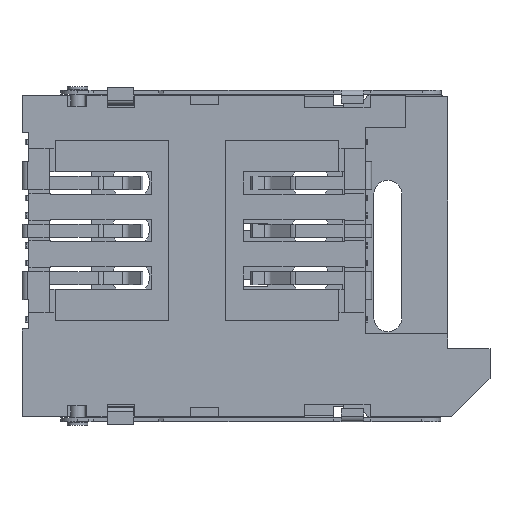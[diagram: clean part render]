
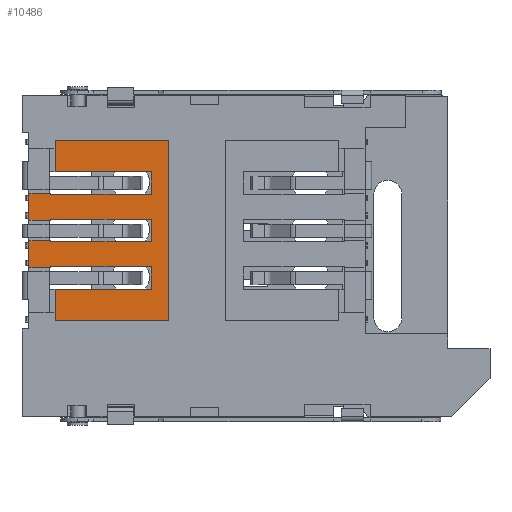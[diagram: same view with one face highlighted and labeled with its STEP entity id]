
A CAD part, front view. The second image highlights one B-rep face of the part: STEP entity #10486.
In plain terms, the highlighted planar face has unit normal (0, -1, 0).
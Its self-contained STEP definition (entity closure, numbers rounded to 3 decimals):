
#1495=DIRECTION('',(0.,0.,1.));
#1496=VECTOR('',#1495,0.05);
#1497=CARTESIAN_POINT('',(1.53,-0.05,-9.23));
#1498=LINE('',#1497,#1496);
#1499=DIRECTION('',(1.,0.,0.));
#1500=VECTOR('',#1499,1.16);
#1501=CARTESIAN_POINT('',(0.37,-0.05,-9.23));
#1502=LINE('',#1501,#1500);
#1503=DIRECTION('',(0.,0.,-1.));
#1504=VECTOR('',#1503,1.44);
#1505=CARTESIAN_POINT('',(0.37,-0.05,-7.79));
#1506=LINE('',#1505,#1504);
#1507=DIRECTION('',(1.,0.,0.));
#1508=VECTOR('',#1507,1.16);
#1509=CARTESIAN_POINT('',(0.37,-0.05,-7.79));
#1510=LINE('',#1509,#1508);
#1511=DIRECTION('',(0.,0.,1.));
#1512=VECTOR('',#1511,0.05);
#1513=CARTESIAN_POINT('',(1.53,-0.05,-7.84));
#1514=LINE('',#1513,#1512);
#1515=DIRECTION('',(0.,0.,1.));
#1516=VECTOR('',#1515,1.2);
#1517=CARTESIAN_POINT('',(6.91,-0.05,-7.84));
#1518=LINE('',#1517,#1516);
#1519=DIRECTION('',(0.,0.,1.));
#1520=VECTOR('',#1519,0.05);
#1521=CARTESIAN_POINT('',(1.53,-0.05,-6.69));
#1522=LINE('',#1521,#1520);
#1523=DIRECTION('',(1.,0.,0.));
#1524=VECTOR('',#1523,1.16);
#1525=CARTESIAN_POINT('',(0.37,-0.05,-6.69));
#1526=LINE('',#1525,#1524);
#1527=DIRECTION('',(0.,0.,-1.));
#1528=VECTOR('',#1527,1.44);
#1529=CARTESIAN_POINT('',(0.37,-0.05,-5.25));
#1530=LINE('',#1529,#1528);
#1531=DIRECTION('',(1.,0.,0.));
#1532=VECTOR('',#1531,1.16);
#1533=CARTESIAN_POINT('',(0.37,-0.05,-5.25));
#1534=LINE('',#1533,#1532);
#1535=DIRECTION('',(0.,0.,1.));
#1536=VECTOR('',#1535,0.05);
#1537=CARTESIAN_POINT('',(1.53,-0.05,-5.3));
#1538=LINE('',#1537,#1536);
#1539=DIRECTION('',(0.,0.,1.));
#1540=VECTOR('',#1539,1.2);
#1541=CARTESIAN_POINT('',(6.91,-0.05,-5.3));
#1542=LINE('',#1541,#1540);
#1543=DIRECTION('',(-1.,0.,0.));
#1544=VECTOR('',#1543,5.14);
#1545=CARTESIAN_POINT('',(6.91,-0.05,-4.1));
#1546=LINE('',#1545,#1544);
#1547=DIRECTION('',(-1.,0.,0.));
#1548=VECTOR('',#1547,6.08);
#1549=CARTESIAN_POINT('',(7.85,-0.05,-2.43));
#1550=LINE('',#1549,#1548);
#1551=DIRECTION('',(0.,0.,1.));
#1552=VECTOR('',#1551,9.62);
#1553=CARTESIAN_POINT('',(7.85,-0.05,-12.05));
#1554=LINE('',#1553,#1552);
#1555=DIRECTION('',(1.,0.,0.));
#1556=VECTOR('',#1555,6.08);
#1557=CARTESIAN_POINT('',(1.77,-0.05,-12.05));
#1558=LINE('',#1557,#1556);
#1559=DIRECTION('',(1.,0.,0.));
#1560=VECTOR('',#1559,5.14);
#1561=CARTESIAN_POINT('',(1.77,-0.05,-10.38));
#1562=LINE('',#1561,#1560);
#1563=DIRECTION('',(0.,0.,1.));
#1564=VECTOR('',#1563,1.2);
#1565=CARTESIAN_POINT('',(6.91,-0.05,-10.38));
#1566=LINE('',#1565,#1564);
#4375=DIRECTION('',(-1.,0.,0.));
#4376=VECTOR('',#4375,5.38);
#4377=CARTESIAN_POINT('',(6.91,-0.05,-5.3));
#4378=LINE('',#4377,#4376);
#4503=DIRECTION('',(-1.,0.,0.));
#4504=VECTOR('',#4503,5.38);
#4505=CARTESIAN_POINT('',(6.91,-0.05,-7.84));
#4506=LINE('',#4505,#4504);
#4535=DIRECTION('',(1.,0.,0.));
#4536=VECTOR('',#4535,5.38);
#4537=CARTESIAN_POINT('',(1.53,-0.05,-6.64));
#4538=LINE('',#4537,#4536);
#4627=DIRECTION('',(0.,0.,-1.));
#4628=VECTOR('',#4627,1.67);
#4629=CARTESIAN_POINT('',(1.77,-0.05,-2.43));
#4630=LINE('',#4629,#4628);
#4671=DIRECTION('',(0.,0.,-1.));
#4672=VECTOR('',#4671,1.67);
#4673=CARTESIAN_POINT('',(1.77,-0.05,-10.38));
#4674=LINE('',#4673,#4672);
#4771=DIRECTION('',(1.,0.,0.));
#4772=VECTOR('',#4771,5.38);
#4773=CARTESIAN_POINT('',(1.53,-0.05,-9.18));
#4774=LINE('',#4773,#4772);
#6901=CARTESIAN_POINT('',(1.77,-0.05,-12.05));
#6902=CARTESIAN_POINT('',(7.85,-0.05,-12.05));
#6903=VERTEX_POINT('',#6901);
#6904=VERTEX_POINT('',#6902);
#6905=CARTESIAN_POINT('',(7.85,-0.05,-2.43));
#6906=VERTEX_POINT('',#6905);
#6907=CARTESIAN_POINT('',(1.77,-0.05,-2.43));
#6908=VERTEX_POINT('',#6907);
#6969=CARTESIAN_POINT('',(6.91,-0.05,-10.38));
#6970=CARTESIAN_POINT('',(6.91,-0.05,-9.18));
#6971=VERTEX_POINT('',#6969);
#6972=VERTEX_POINT('',#6970);
#6973=CARTESIAN_POINT('',(6.91,-0.05,-7.84));
#6974=CARTESIAN_POINT('',(6.91,-0.05,-6.64));
#6975=VERTEX_POINT('',#6973);
#6976=VERTEX_POINT('',#6974);
#6977=CARTESIAN_POINT('',(6.91,-0.05,-5.3));
#6978=CARTESIAN_POINT('',(6.91,-0.05,-4.1));
#6979=VERTEX_POINT('',#6977);
#6980=VERTEX_POINT('',#6978);
#7005=CARTESIAN_POINT('',(0.37,-0.05,-5.25));
#7006=CARTESIAN_POINT('',(0.37,-0.05,-6.69));
#7007=VERTEX_POINT('',#7005);
#7008=VERTEX_POINT('',#7006);
#7009=CARTESIAN_POINT('',(0.37,-0.05,-7.79));
#7010=CARTESIAN_POINT('',(0.37,-0.05,-9.23));
#7011=VERTEX_POINT('',#7009);
#7012=VERTEX_POINT('',#7010);
#7017=CARTESIAN_POINT('',(1.77,-0.05,-10.38));
#7018=VERTEX_POINT('',#7017);
#7019=CARTESIAN_POINT('',(1.77,-0.05,-4.1));
#7020=VERTEX_POINT('',#7019);
#7261=CARTESIAN_POINT('',(1.53,-0.05,-9.23));
#7262=CARTESIAN_POINT('',(1.53,-0.05,-9.18));
#7263=VERTEX_POINT('',#7261);
#7264=VERTEX_POINT('',#7262);
#7265=CARTESIAN_POINT('',(1.53,-0.05,-7.84));
#7266=CARTESIAN_POINT('',(1.53,-0.05,-7.79));
#7267=VERTEX_POINT('',#7265);
#7268=VERTEX_POINT('',#7266);
#7269=CARTESIAN_POINT('',(1.53,-0.05,-6.69));
#7270=CARTESIAN_POINT('',(1.53,-0.05,-6.64));
#7271=VERTEX_POINT('',#7269);
#7272=VERTEX_POINT('',#7270);
#7273=CARTESIAN_POINT('',(1.53,-0.05,-5.3));
#7274=CARTESIAN_POINT('',(1.53,-0.05,-5.25));
#7275=VERTEX_POINT('',#7273);
#7276=VERTEX_POINT('',#7274);
#10434=CARTESIAN_POINT('',(0.,-0.05,0.));
#10435=DIRECTION('',(0.,-1.,0.));
#10436=DIRECTION('',(1.,0.,0.));
#10437=AXIS2_PLACEMENT_3D('',#10434,#10435,#10436);
#10438=PLANE('',#10437);
#10440=ORIENTED_EDGE('',*,*,#10439,.F.);
#10442=ORIENTED_EDGE('',*,*,#10441,.F.);
#10443=ORIENTED_EDGE('',*,*,#9221,.F.);
#10444=ORIENTED_EDGE('',*,*,#9270,.F.);
#10446=ORIENTED_EDGE('',*,*,#10445,.T.);
#10448=ORIENTED_EDGE('',*,*,#10447,.F.);
#10450=ORIENTED_EDGE('',*,*,#10449,.F.);
#10452=ORIENTED_EDGE('',*,*,#10451,.T.);
#10454=ORIENTED_EDGE('',*,*,#10453,.F.);
#10456=ORIENTED_EDGE('',*,*,#10455,.F.);
#10458=ORIENTED_EDGE('',*,*,#10457,.F.);
#10459=ORIENTED_EDGE('',*,*,#9262,.F.);
#10461=ORIENTED_EDGE('',*,*,#10460,.T.);
#10463=ORIENTED_EDGE('',*,*,#10462,.F.);
#10465=ORIENTED_EDGE('',*,*,#10464,.F.);
#10467=ORIENTED_EDGE('',*,*,#10466,.T.);
#10469=ORIENTED_EDGE('',*,*,#10468,.T.);
#10471=ORIENTED_EDGE('',*,*,#10470,.F.);
#10473=ORIENTED_EDGE('',*,*,#10472,.F.);
#10475=ORIENTED_EDGE('',*,*,#10474,.F.);
#10477=ORIENTED_EDGE('',*,*,#10476,.F.);
#10479=ORIENTED_EDGE('',*,*,#10478,.F.);
#10481=ORIENTED_EDGE('',*,*,#10480,.T.);
#10483=ORIENTED_EDGE('',*,*,#10482,.T.);
#10484=EDGE_LOOP('',(#10440,#10442,#10443,#10444,#10446,#10448,#10450,#10452,
#10454,#10456,#10458,#10459,#10461,#10463,#10465,#10467,#10469,#10471,#10473,
#10475,#10477,#10479,#10481,#10483));
#10485=FACE_OUTER_BOUND('',#10484,.F.);
#10486=ADVANCED_FACE('',(#10485),#10438,.T.);
#9221=EDGE_CURVE('',#7012,#7263,#1502,.T.);
#9262=EDGE_CURVE('',#7007,#7008,#1530,.T.);
#9270=EDGE_CURVE('',#7011,#7012,#1506,.T.);
#10439=EDGE_CURVE('',#7264,#6972,#4774,.T.);
#10441=EDGE_CURVE('',#7263,#7264,#1498,.T.);
#10445=EDGE_CURVE('',#7011,#7268,#1510,.T.);
#10447=EDGE_CURVE('',#7267,#7268,#1514,.T.);
#10449=EDGE_CURVE('',#6975,#7267,#4506,.T.);
#10451=EDGE_CURVE('',#6975,#6976,#1518,.T.);
#10453=EDGE_CURVE('',#7272,#6976,#4538,.T.);
#10455=EDGE_CURVE('',#7271,#7272,#1522,.T.);
#10457=EDGE_CURVE('',#7008,#7271,#1526,.T.);
#10460=EDGE_CURVE('',#7007,#7276,#1534,.T.);
#10462=EDGE_CURVE('',#7275,#7276,#1538,.T.);
#10464=EDGE_CURVE('',#6979,#7275,#4378,.T.);
#10466=EDGE_CURVE('',#6979,#6980,#1542,.T.);
#10468=EDGE_CURVE('',#6980,#7020,#1546,.T.);
#10470=EDGE_CURVE('',#6908,#7020,#4630,.T.);
#10472=EDGE_CURVE('',#6906,#6908,#1550,.T.);
#10474=EDGE_CURVE('',#6904,#6906,#1554,.T.);
#10476=EDGE_CURVE('',#6903,#6904,#1558,.T.);
#10478=EDGE_CURVE('',#7018,#6903,#4674,.T.);
#10480=EDGE_CURVE('',#7018,#6971,#1562,.T.);
#10482=EDGE_CURVE('',#6971,#6972,#1566,.T.);
